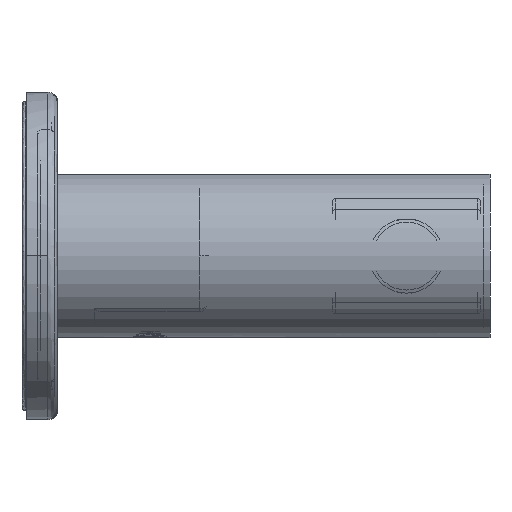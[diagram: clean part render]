
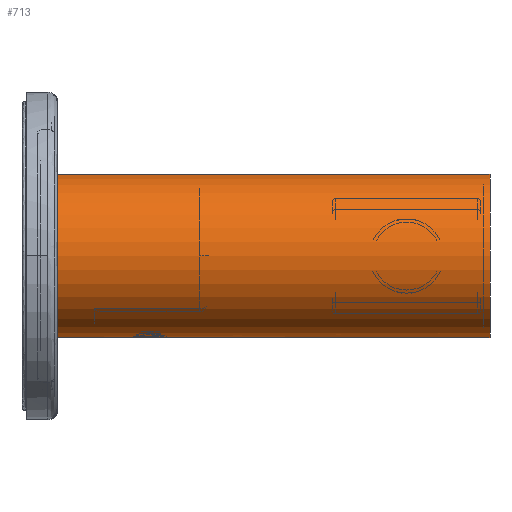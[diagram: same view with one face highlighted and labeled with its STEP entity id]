
A CAD part, front view. The second image highlights one B-rep face of the part: STEP entity #713.
In plain terms, the highlighted cylindrical face has radius 13.25 mm (diameter 26.5 mm), a partial arc.
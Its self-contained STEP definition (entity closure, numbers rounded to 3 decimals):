
#33 = CARTESIAN_POINT ( 'NONE',  ( 0., 2.959, -13.25 ) ) ;
#59 = VERTEX_POINT ( 'NONE', #9181 ) ;
#248 = EDGE_CURVE ( 'NONE', #4228, #59, #20613, .T. ) ;
#312 = DIRECTION ( 'NONE',  ( 0., 1., 0. ) ) ;
#431 = CARTESIAN_POINT ( 'NONE',  ( -2.306, -1.412, -13.048 ) ) ;
#713 = ADVANCED_FACE ( 'NONE', ( #13379 ), #16921, .T. ) ;
#1085 = CARTESIAN_POINT ( 'NONE',  ( -1.656, -2.283, -13.147 ) ) ;
#1676 = CARTESIAN_POINT ( 'NONE',  ( 0., -54., 0. ) ) ;
#2360 = CARTESIAN_POINT ( 'NONE',  ( -0.72, 2.847, -13.232 ) ) ;
#2898 = CARTESIAN_POINT ( 'NONE',  ( 0., -54., -13.25 ) ) ;
#3106 = CARTESIAN_POINT ( 'NONE',  ( 0., -54., -13.25 ) ) ;
#3355 = ORIENTED_EDGE ( 'NONE', *, *, #248, .F. ) ;
#3572 = VERTEX_POINT ( 'NONE', #12560 ) ;
#3958 = DIRECTION ( 'NONE',  ( 0., -1., 0. ) ) ;
#4084 = CARTESIAN_POINT ( 'NONE',  ( -2.571, 0.728, -12.999 ) ) ;
#4126 = LINE ( 'NONE', #11326, #10236 ) ;
#4228 = VERTEX_POINT ( 'NONE', #33 ) ;
#4504 = CARTESIAN_POINT ( 'NONE',  ( -2.021, 1.876, -13.096 ) ) ;
#4852 = AXIS2_PLACEMENT_3D ( 'NONE', #1676, #5111, #16698 ) ;
#4942 = ORIENTED_EDGE ( 'NONE', *, *, #19875, .T. ) ;
#5111 = DIRECTION ( 'NONE',  ( 0., 1., 0. ) ) ;
#5224 = ORIENTED_EDGE ( 'NONE', *, *, #8475, .T. ) ;
#5360 = AXIS2_PLACEMENT_3D ( 'NONE', #14372, #312, #5560 ) ;
#5560 = DIRECTION ( 'NONE',  ( 0., 0., 1. ) ) ;
#5570 = CARTESIAN_POINT ( 'NONE',  ( -1.375, -2.511, -13.179 ) ) ;
#5680 = CARTESIAN_POINT ( 'NONE',  ( -2.383, -1.247, -13.034 ) ) ;
#5911 = ORIENTED_EDGE ( 'NONE', *, *, #16896, .F. ) ;
#6333 = CARTESIAN_POINT ( 'NONE',  ( -0.725, -2.845, -13.231 ) ) ;
#7168 = CARTESIAN_POINT ( 'NONE',  ( 0., 15., 0. ) ) ;
#7294 = CARTESIAN_POINT ( 'NONE',  ( -0.894, 2.781, -13.221 ) ) ;
#7403 = CARTESIAN_POINT ( 'NONE',  ( -1.221, -2.612, -13.195 ) ) ;
#7454 = ORIENTED_EDGE ( 'NONE', *, *, #16877, .T. ) ;
#7513 = CARTESIAN_POINT ( 'NONE',  ( -0.895, -2.78, -13.221 ) ) ;
#7633 = CARTESIAN_POINT ( 'NONE',  ( -2.126, 1.725, -13.079 ) ) ;
#8201 = VECTOR ( 'NONE', #18549, 1000. ) ;
#8475 = EDGE_CURVE ( 'NONE', #11039, #22521, #4126, .T. ) ;
#8555 = ORIENTED_EDGE ( 'NONE', *, *, #21319, .T. ) ;
#9107 = DIRECTION ( 'NONE',  ( 0., 0., 1. ) ) ;
#9122 = CARTESIAN_POINT ( 'NONE',  ( -1.218, 2.614, -13.195 ) ) ;
#9181 = CARTESIAN_POINT ( 'NONE',  ( 0., 15., -13.25 ) ) ;
#9228 = CARTESIAN_POINT ( 'NONE',  ( -2.125, -1.726, -13.079 ) ) ;
#9354 = CARTESIAN_POINT ( 'NONE',  ( -2.634, -0.37, -12.986 ) ) ;
#9780 = CARTESIAN_POINT ( 'NONE',  ( -0.185, 2.959, -13.25 ) ) ;
#10081 = AXIS2_PLACEMENT_3D ( 'NONE', #7168, #3958, #9107 ) ;
#10195 = VECTOR ( 'NONE', #14607, 1000. ) ;
#10236 = VECTOR ( 'NONE', #20250, 1000. ) ;
#10418 = B_SPLINE_CURVE_WITH_KNOTS ( 'NONE', 3,
 ( #22018, #9780, #17917, #2360, #7294, #9122, #12662, #21363, #11602, #4504, #7633, #14489, #20172, #4084, #16744, #9354, #15022, #5680, #431, #9228, #16207, #15988, #1085, #5570, #7403, #7513, #6333, #18571, #20294, #19642 ),
 .UNSPECIFIED., .F., .F.,
 ( 4, 2, 2, 2, 2, 2, 2, 2, 2, 2, 2, 2, 2, 2, 4 ),
 ( 0.009, 0.009, 0.01, 0.01, 0.011, 0.011, 0.012, 0.013, 0.014, 0.015, 0.015, 0.016, 0.016, 0.017, 0.017 ),
 .UNSPECIFIED. ) ;
#10425 = EDGE_LOOP ( 'NONE', ( #5911, #8555, #5224, #4942, #3355, #7454 ) ) ;
#11039 = VERTEX_POINT ( 'NONE', #11109 ) ;
#11109 = CARTESIAN_POINT ( 'NONE',  ( 0., -55., 13.25 ) ) ;
#11326 = CARTESIAN_POINT ( 'NONE',  ( 0., -54., 13.25 ) ) ;
#11602 = CARTESIAN_POINT ( 'NONE',  ( -1.785, 2.155, -13.13 ) ) ;
#12225 = CARTESIAN_POINT ( 'NONE',  ( 0., 15., 13.25 ) ) ;
#12560 = CARTESIAN_POINT ( 'NONE',  ( 0., -2.959, -13.25 ) ) ;
#12662 = CARTESIAN_POINT ( 'NONE',  ( -1.372, 2.513, -13.18 ) ) ;
#13379 = FACE_OUTER_BOUND ( 'NONE', #10425, .T. ) ;
#13786 = CARTESIAN_POINT ( 'NONE',  ( 0., -55., -13.25 ) ) ;
#14372 = CARTESIAN_POINT ( 'NONE',  ( 0., -55., 0. ) ) ;
#14489 = CARTESIAN_POINT ( 'NONE',  ( -2.307, 1.41, -13.048 ) ) ;
#14607 = DIRECTION ( 'NONE',  ( 0., 1., 0. ) ) ;
#15022 = CARTESIAN_POINT ( 'NONE',  ( -2.571, -0.729, -12.999 ) ) ;
#15988 = CARTESIAN_POINT ( 'NONE',  ( -1.784, -2.156, -13.13 ) ) ;
#16207 = CARTESIAN_POINT ( 'NONE',  ( -2.02, -1.877, -13.096 ) ) ;
#16698 = DIRECTION ( 'NONE',  ( 0., 0., 1. ) ) ;
#16744 = CARTESIAN_POINT ( 'NONE',  ( -2.634, 0.368, -12.985 ) ) ;
#16877 = EDGE_CURVE ( 'NONE', #4228, #3572, #10418, .T. ) ;
#16896 = EDGE_CURVE ( 'NONE', #20155, #3572, #21253, .T. ) ;
#16921 = CYLINDRICAL_SURFACE ( 'NONE', #4852, 13.25 ) ;
#17728 = CIRCLE ( 'NONE', #5360, 13.25 ) ;
#17917 = CARTESIAN_POINT ( 'NONE',  ( -0.366, 2.936, -13.246 ) ) ;
#18549 = DIRECTION ( 'NONE',  ( 0., 1., 0. ) ) ;
#18571 = CARTESIAN_POINT ( 'NONE',  ( -0.369, -2.935, -13.246 ) ) ;
#19642 = CARTESIAN_POINT ( 'NONE',  ( 0., -2.959, -13.25 ) ) ;
#19875 = EDGE_CURVE ( 'NONE', #22521, #59, #19927, .T. ) ;
#19927 = CIRCLE ( 'NONE', #10081, 13.25 ) ;
#20155 = VERTEX_POINT ( 'NONE', #13786 ) ;
#20172 = CARTESIAN_POINT ( 'NONE',  ( -2.384, 1.245, -13.034 ) ) ;
#20250 = DIRECTION ( 'NONE',  ( 0., 1., 0. ) ) ;
#20294 = CARTESIAN_POINT ( 'NONE',  ( -0.185, -2.959, -13.25 ) ) ;
#20613 = LINE ( 'NONE', #3106, #8201 ) ;
#21253 = LINE ( 'NONE', #2898, #10195 ) ;
#21319 = EDGE_CURVE ( 'NONE', #20155, #11039, #17728, .T. ) ;
#21363 = CARTESIAN_POINT ( 'NONE',  ( -1.656, 2.283, -13.147 ) ) ;
#22018 = CARTESIAN_POINT ( 'NONE',  ( 0., 2.959, -13.25 ) ) ;
#22521 = VERTEX_POINT ( 'NONE', #12225 ) ;
